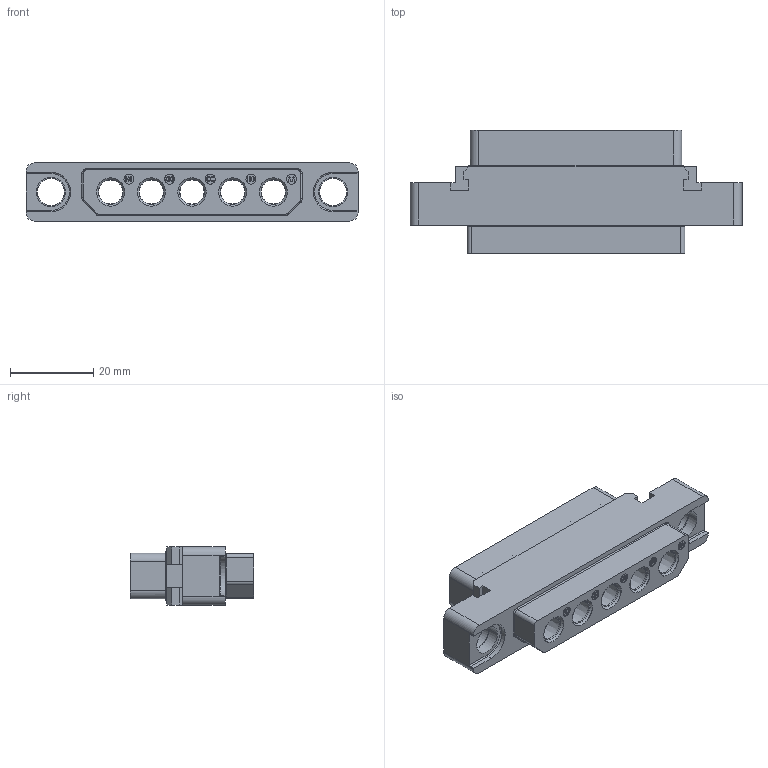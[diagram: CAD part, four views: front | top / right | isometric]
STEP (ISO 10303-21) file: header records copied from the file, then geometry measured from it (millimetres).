
FILE_DESCRIPTION((''),'2;1');
FILE_NAME('1900ND07S1X00C','2019-10-30T',('presta_be4'),(''),'CREO PARAMETRIC BY PTC INC, 2018360','CREO PARAMETRIC BY PTC INC, 2018360','');
FILE_SCHEMA(('CONFIG_CONTROL_DESIGN'));
Length unit declared in the file: millimetre
Products named in the file (1): 1900ND07S1X00C
Bounding box: 80 x 29.75 x 14 mm (x, y, z)
Volume: 14033 mm3; surface area: 11153.7 mm2
Topology: 1 solids, 1 shells, 1470 faces, 3913 edges, 2535 vertices
Faces by surface type: plane 1067, cylinder 217, torus 98, cone 84, bspline 4
Entity records: 45961 total; most frequent: CARTESIAN_POINT 9210, ORIENTED_EDGE 7826, DIRECTION 7231, EDGE_CURVE 3913, VECTOR 3135, LINE 3135, VERTEX_POINT 2535, AXIS2_PLACEMENT_3D 2048
